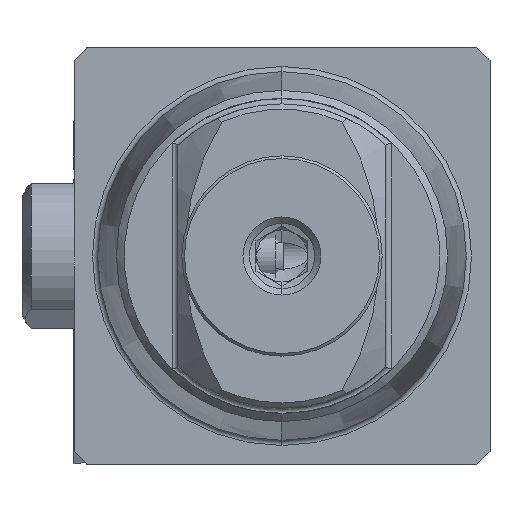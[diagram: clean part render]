
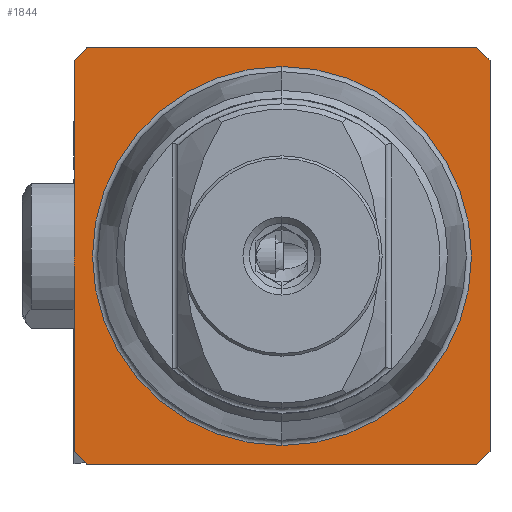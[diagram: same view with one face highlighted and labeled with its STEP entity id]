
A CAD part, left-side view. The second image highlights one B-rep face of the part: STEP entity #1844.
In plain terms, the highlighted planar face has unit normal (-1, 0, 0).
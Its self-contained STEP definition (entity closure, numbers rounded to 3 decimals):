
#126 = DIRECTION ( 'NONE',  ( 0., 0., -1. ) ) ;
#382 = VECTOR ( 'NONE', #3045, 1000. ) ;
#549 = AXIS2_PLACEMENT_3D ( 'NONE', #2717, #5605, #9046 ) ;
#744 = CARTESIAN_POINT ( 'NONE',  ( 0., -8., -7.5 ) ) ;
#832 = LINE ( 'NONE', #744, #6105 ) ;
#977 = CARTESIAN_POINT ( 'NONE',  ( 0., -7.5, -8. ) ) ;
#981 = CARTESIAN_POINT ( 'NONE',  ( 0., 7.5, -8. ) ) ;
#1110 = CARTESIAN_POINT ( 'NONE',  ( 0., 0., 7.287 ) ) ;
#1341 = VECTOR ( 'NONE', #2451, 1000. ) ;
#1374 = DIRECTION ( 'NONE',  ( 0., -0.707, 0.707 ) ) ;
#1660 = CARTESIAN_POINT ( 'NONE',  ( 0., 7.287, -8. ) ) ;
#1678 = VERTEX_POINT ( 'NONE', #977 ) ;
#1844 = ADVANCED_FACE ( 'NONE', ( #6414, #8535 ), #7787, .F. ) ;
#1928 = AXIS2_PLACEMENT_3D ( 'NONE', #6373, #1929, #126 ) ;
#1929 = DIRECTION ( 'NONE',  ( 1., 0., 0. ) ) ;
#1948 = EDGE_CURVE ( 'NONE', #1678, #6893, #7465, .T. ) ;
#2045 = ORIENTED_EDGE ( 'NONE', *, *, #5855, .T. ) ;
#2183 = VERTEX_POINT ( 'NONE', #5106 ) ;
#2210 = EDGE_CURVE ( 'NONE', #2183, #6962, #6435, .T. ) ;
#2278 = CARTESIAN_POINT ( 'NONE',  ( 0., 8., 0. ) ) ;
#2310 = VERTEX_POINT ( 'NONE', #5905 ) ;
#2404 = ORIENTED_EDGE ( 'NONE', *, *, #3310, .T. ) ;
#2451 = DIRECTION ( 'NONE',  ( 0., 1., 0. ) ) ;
#2473 = AXIS2_PLACEMENT_3D ( 'NONE', #2588, #6158, #9028 ) ;
#2555 = CARTESIAN_POINT ( 'NONE',  ( 0., -7.5, 8. ) ) ;
#2588 = CARTESIAN_POINT ( 'NONE',  ( 0., 0., 0. ) ) ;
#2717 = CARTESIAN_POINT ( 'NONE',  ( 0., 0., 0. ) ) ;
#2925 = EDGE_LOOP ( 'NONE', ( #7752, #2045, #8501, #6815, #8219, #7575, #5178, #2404 ) ) ;
#3045 = DIRECTION ( 'NONE',  ( 0., 0., 1. ) ) ;
#3228 = VECTOR ( 'NONE', #3540, 1000. ) ;
#3310 = EDGE_CURVE ( 'NONE', #7830, #5260, #7524, .T. ) ;
#3458 = CARTESIAN_POINT ( 'NONE',  ( 0., 7.5, 8. ) ) ;
#3540 = DIRECTION ( 'NONE',  ( 0., -1., 0. ) ) ;
#3624 = VERTEX_POINT ( 'NONE', #8297 ) ;
#4050 = ORIENTED_EDGE ( 'NONE', *, *, #8789, .F. ) ;
#4156 = CARTESIAN_POINT ( 'NONE',  ( 0., 0., -7.287 ) ) ;
#4575 = LINE ( 'NONE', #981, #7033 ) ;
#4743 = DIRECTION ( 'NONE',  ( 0., 0.707, 0.707 ) ) ;
#4791 = EDGE_LOOP ( 'NONE', ( #4050, #9082 ) ) ;
#4946 = VECTOR ( 'NONE', #6353, 1000. ) ;
#5106 = CARTESIAN_POINT ( 'NONE',  ( 0., -8., 7.5 ) ) ;
#5176 = VERTEX_POINT ( 'NONE', #1110 ) ;
#5178 = ORIENTED_EDGE ( 'NONE', *, *, #8047, .F. ) ;
#5260 = VERTEX_POINT ( 'NONE', #7017 ) ;
#5530 = EDGE_CURVE ( 'NONE', #6516, #5176, #7305, .T. ) ;
#5605 = DIRECTION ( 'NONE',  ( -1., 0., 0. ) ) ;
#5855 = EDGE_CURVE ( 'NONE', #2310, #6893, #4575, .T. ) ;
#5886 = LINE ( 'NONE', #2278, #382 ) ;
#5905 = CARTESIAN_POINT ( 'NONE',  ( 0., 8., -7.5 ) ) ;
#6105 = VECTOR ( 'NONE', #1374, 1000. ) ;
#6124 = CARTESIAN_POINT ( 'NONE',  ( 0., 8., 7.5 ) ) ;
#6158 = DIRECTION ( 'NONE',  ( -1., 0., 0. ) ) ;
#6353 = DIRECTION ( 'NONE',  ( 0., 0., -1. ) ) ;
#6354 = CARTESIAN_POINT ( 'NONE',  ( 0., 7.5, -8. ) ) ;
#6373 = CARTESIAN_POINT ( 'NONE',  ( 0., 7.287, 0. ) ) ;
#6414 = FACE_BOUND ( 'NONE', #4791, .T. ) ;
#6435 = LINE ( 'NONE', #9318, #4946 ) ;
#6516 = VERTEX_POINT ( 'NONE', #4156 ) ;
#6723 = EDGE_CURVE ( 'NONE', #2183, #3624, #6913, .T. ) ;
#6815 = ORIENTED_EDGE ( 'NONE', *, *, #8038, .T. ) ;
#6878 = VECTOR ( 'NONE', #4743, 1000. ) ;
#6893 = VERTEX_POINT ( 'NONE', #6354 ) ;
#6913 = LINE ( 'NONE', #2555, #6878 ) ;
#6962 = VERTEX_POINT ( 'NONE', #9079 ) ;
#7017 = CARTESIAN_POINT ( 'NONE',  ( 0., 8., 7.5 ) ) ;
#7033 = VECTOR ( 'NONE', #7444, 1000. ) ;
#7127 = LINE ( 'NONE', #8626, #3228 ) ;
#7305 = CIRCLE ( 'NONE', #2473, 7.287 ) ;
#7444 = DIRECTION ( 'NONE',  ( 0., -0.707, -0.707 ) ) ;
#7465 = LINE ( 'NONE', #1660, #1341 ) ;
#7524 = LINE ( 'NONE', #6124, #8340 ) ;
#7575 = ORIENTED_EDGE ( 'NONE', *, *, #6723, .T. ) ;
#7752 = ORIENTED_EDGE ( 'NONE', *, *, #8633, .F. ) ;
#7787 = PLANE ( 'NONE',  #1928 ) ;
#7830 = VERTEX_POINT ( 'NONE', #3458 ) ;
#8038 = EDGE_CURVE ( 'NONE', #1678, #6962, #832, .T. ) ;
#8047 = EDGE_CURVE ( 'NONE', #7830, #3624, #7127, .T. ) ;
#8219 = ORIENTED_EDGE ( 'NONE', *, *, #2210, .F. ) ;
#8297 = CARTESIAN_POINT ( 'NONE',  ( 0., -7.5, 8. ) ) ;
#8340 = VECTOR ( 'NONE', #8998, 1000. ) ;
#8501 = ORIENTED_EDGE ( 'NONE', *, *, #1948, .F. ) ;
#8535 = FACE_OUTER_BOUND ( 'NONE', #2925, .T. ) ;
#8626 = CARTESIAN_POINT ( 'NONE',  ( 0., 7.287, 8. ) ) ;
#8633 = EDGE_CURVE ( 'NONE', #2310, #5260, #5886, .T. ) ;
#8789 = EDGE_CURVE ( 'NONE', #5176, #6516, #9139, .T. ) ;
#8998 = DIRECTION ( 'NONE',  ( 0., 0.707, -0.707 ) ) ;
#9028 = DIRECTION ( 'NONE',  ( 0., 0., 1. ) ) ;
#9046 = DIRECTION ( 'NONE',  ( 0., 0., 1. ) ) ;
#9079 = CARTESIAN_POINT ( 'NONE',  ( 0., -8., -7.5 ) ) ;
#9082 = ORIENTED_EDGE ( 'NONE', *, *, #5530, .F. ) ;
#9139 = CIRCLE ( 'NONE', #549, 7.287 ) ;
#9318 = CARTESIAN_POINT ( 'NONE',  ( 0., -8., 0. ) ) ;
